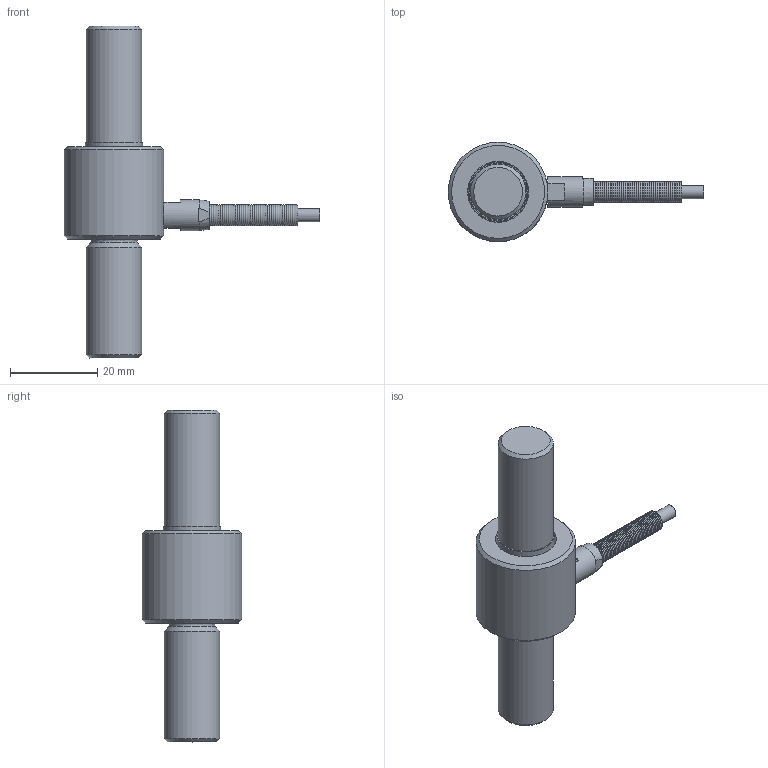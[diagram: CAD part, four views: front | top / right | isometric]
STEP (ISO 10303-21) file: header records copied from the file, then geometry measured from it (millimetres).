
FILE_DESCRIPTION((''),'2;1');
FILE_NAME('LCM500 M12 thread.stp','2010-11-08T15:13:15',('thomasl'),(''),'Autodesk Inventor 2008','Autodesk Inventor 2008','');
FILE_SCHEMA(('AUTOMOTIVE_DESIGN { 1 0 10303 214 1 1 1 1 }'));
Length unit declared in the file: inch
Products named in the file (4): LCM500 M12 thread (LevelofDetail1); $F1675-C (~1); 6F12; 6F12A
Assembly tree (3 placements, depth 3):
  LCM500 M12 thread (LevelofDetail1)
    $F1675-C (~1)
      6F12
      6F12A
Bounding box: 58.63 x 22.86 x 76.2 mm (x, y, z)
Volume: 15706.4 mm3; surface area: 7661.9 mm2
Topology: 2 solids, 2 shells, 197 faces, 524 edges, 321 vertices
Faces by surface type: plane 69, bspline 62, cylinder 39, cone 22, torus 5
Full cylindrical faces by diameter (mm): 3.048 x2, 3.302 x1, 4.064 x1, 4.166 x1, 4.801 x1, 5.207 x1, 5.334 x1, 7.061 x1, 12.7 x2, 13.208 x1, 13.665 x1, 13.97 x1, 22.86 x1
Entity records: 10437 total; most frequent: CARTESIAN_POINT 6151, ORIENTED_EDGE 836, DIRECTION 820, EDGE_CURVE 418, AXIS2_PLACEMENT_3D 332, EDGE_LOOP 305, VERTEX_POINT 303, FACE_OUTER_BOUND 197
